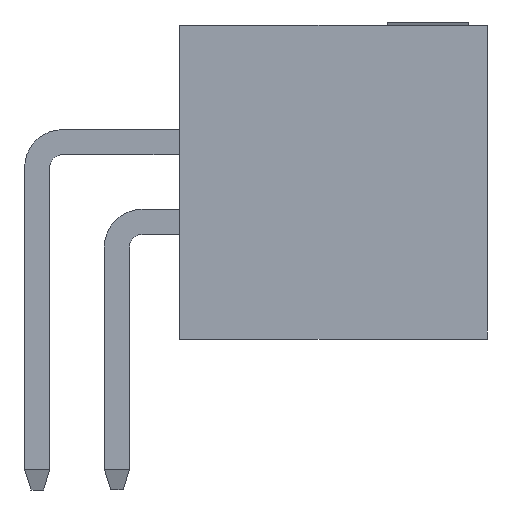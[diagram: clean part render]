
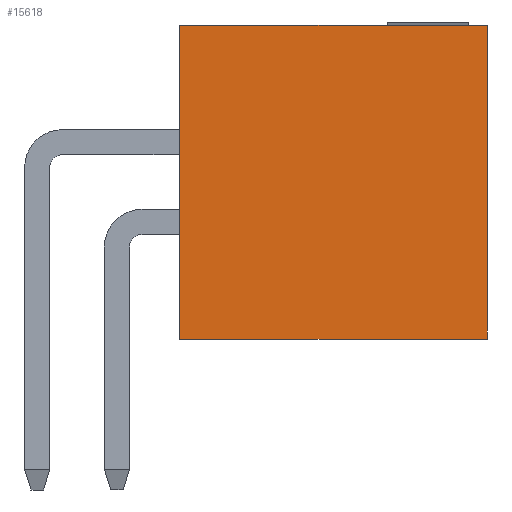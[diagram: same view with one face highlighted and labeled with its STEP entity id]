
A CAD part, front view. The second image highlights one B-rep face of the part: STEP entity #15618.
In plain terms, the highlighted face is planar.
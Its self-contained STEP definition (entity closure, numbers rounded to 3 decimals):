
#751=ORIENTED_EDGE('',*,*,#3773,.F.);
#752=ORIENTED_EDGE('',*,*,#3774,.F.);
#753=ORIENTED_EDGE('',*,*,#3775,.T.);
#754=ORIENTED_EDGE('',*,*,#3776,.T.);
#3773=EDGE_CURVE('',#5276,#5277,#6385,.T.);
#3774=EDGE_CURVE('',#5278,#5276,#6386,.T.);
#3775=EDGE_CURVE('',#5278,#5279,#6387,.T.);
#3776=EDGE_CURVE('',#5279,#5277,#6388,.T.);
#5276=VERTEX_POINT('',#20662);
#5277=VERTEX_POINT('',#20663);
#5278=VERTEX_POINT('',#20665);
#5279=VERTEX_POINT('',#20667);
#6385=LINE('',#20661,#7921);
#6386=LINE('',#20664,#7922);
#6387=LINE('',#20666,#7923);
#6388=LINE('',#20668,#7924);
#7921=VECTOR('',#17517,1000.);
#7922=VECTOR('',#17518,1000.);
#7923=VECTOR('',#17519,1000.);
#7924=VECTOR('',#17520,1000.);
#9184=EDGE_LOOP('',(#751,#752,#753,#754));
#9848=FACE_BOUND('',#9184,.T.);
#10512=PLANE('',#16268);
#15618=ADVANCED_FACE('',(#9848),#10512,.T.);
#16268=AXIS2_PLACEMENT_3D('',#20660,#17515,#17516);
#17515=DIRECTION('',(1.,0.,0.));
#17516=DIRECTION('',(0.,0.,-1.));
#17517=DIRECTION('',(0.,0.,-1.));
#17518=DIRECTION('',(0.,1.,0.));
#17519=DIRECTION('',(0.,0.,-1.));
#17520=DIRECTION('',(0.,1.,0.));
#20660=CARTESIAN_POINT('',(9.525,-2.5,2.45));
#20661=CARTESIAN_POINT('',(9.525,2.5,2.45));
#20662=CARTESIAN_POINT('',(9.525,2.5,2.45));
#20663=CARTESIAN_POINT('',(9.525,2.5,-2.45));
#20664=CARTESIAN_POINT('',(9.525,-2.5,2.45));
#20665=CARTESIAN_POINT('',(9.525,-2.5,2.45));
#20666=CARTESIAN_POINT('',(9.525,-2.5,2.45));
#20667=CARTESIAN_POINT('',(9.525,-2.5,-2.45));
#20668=CARTESIAN_POINT('',(9.525,-2.5,-2.45));
